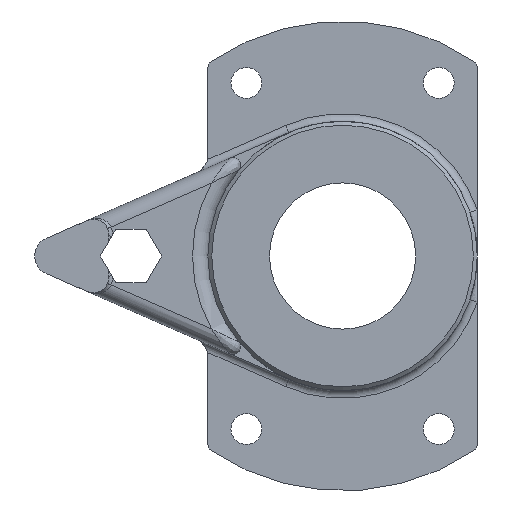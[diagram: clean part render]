
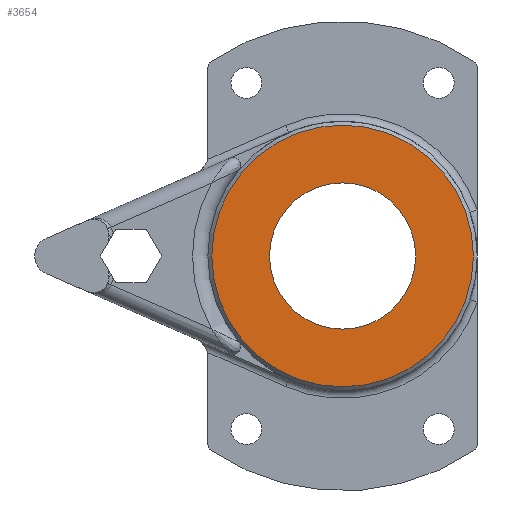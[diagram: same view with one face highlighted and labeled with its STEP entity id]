
A CAD part, front view. The second image highlights one B-rep face of the part: STEP entity #3654.
In plain terms, the highlighted planar face has unit normal (0, -1, 0).
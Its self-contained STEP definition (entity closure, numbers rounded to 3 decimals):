
#220=FACE_BOUND('',#603,.T.);
#270=PLANE('',#3921);
#397=FACE_OUTER_BOUND('',#602,.T.);
#602=EDGE_LOOP('',(#2582));
#603=EDGE_LOOP('',(#2583));
#810=CIRCLE('',#3914,17.);
#816=CIRCLE('',#3922,9.5);
#1532=VERTEX_POINT('',#5232);
#1540=VERTEX_POINT('',#5266);
#1918=EDGE_CURVE('',#1532,#1532,#810,.T.);
#1927=EDGE_CURVE('',#1540,#1540,#816,.T.);
#2582=ORIENTED_EDGE('',*,*,#1918,.F.);
#2583=ORIENTED_EDGE('',*,*,#1927,.T.);
#3654=ADVANCED_FACE('',(#397,#220),#270,.T.);
#3914=AXIS2_PLACEMENT_3D('',#5234,#4337,#4338);
#3921=AXIS2_PLACEMENT_3D('',#5265,#4352,#4353);
#3922=AXIS2_PLACEMENT_3D('',#5267,#4354,#4355);
#4337=DIRECTION('center_axis',(0.,1.,0.));
#4338=DIRECTION('ref_axis',(-1.,0.,0.));
#4352=DIRECTION('center_axis',(0.,-1.,0.));
#4353=DIRECTION('ref_axis',(0.,0.,-1.));
#4354=DIRECTION('center_axis',(0.,1.,0.));
#4355=DIRECTION('ref_axis',(-1.,0.,0.));
#5232=CARTESIAN_POINT('',(17.,-9.5,0.));
#5234=CARTESIAN_POINT('Origin',(0.,-9.5,0.));
#5265=CARTESIAN_POINT('Origin',(0.,-9.5,0.));
#5266=CARTESIAN_POINT('',(-9.5,-9.5,0.));
#5267=CARTESIAN_POINT('Origin',(0.,-9.5,0.));
